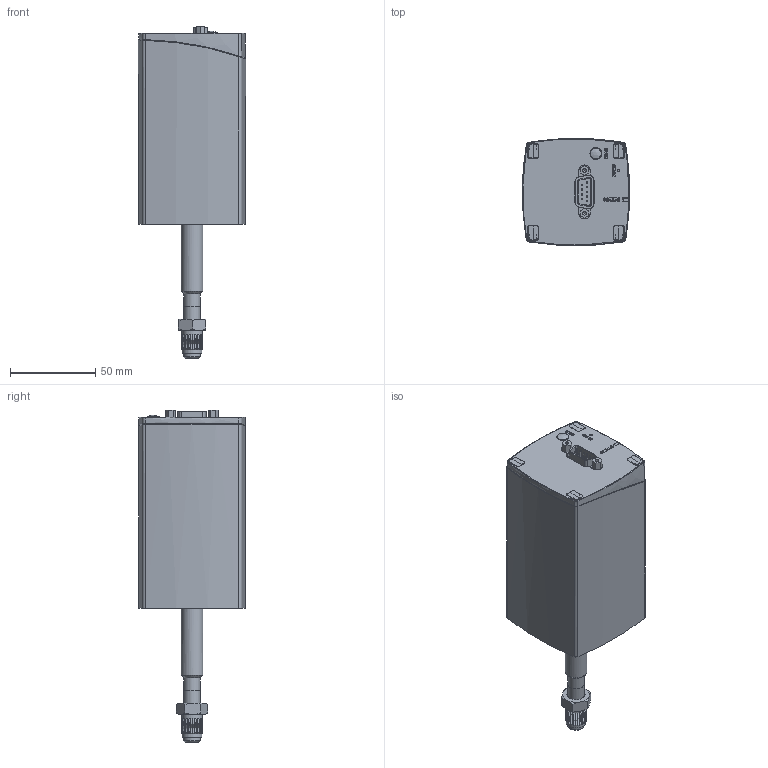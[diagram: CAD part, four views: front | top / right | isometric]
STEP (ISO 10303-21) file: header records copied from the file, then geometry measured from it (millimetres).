
FILE_DESCRIPTION(/* description */ (''),/* implementation_level */ '2;1');
FILE_NAME(/* name */ 'MCDG045D2_9DSUB_4-VCR male.stp',/* time_stamp */ '2023-02-01T07:59:29+01:00',/* author */ ('cons002'),/* organization */ (''),/* preprocessor_version */ 'ST-DEVELOPER v18.1',/* originating_system */ 'Autodesk Inventor 2021',/* authorisation */ '');
FILE_SCHEMA (('AUTOMOTIVE_DESIGN { 1 0 10303 214 3 1 1 }'));
Length unit declared in the file: millimetre
Products named in the file (1): MCDG045D2_9DSUB_4-VCR male
Bounding box: 63 x 62.79 x 195.13 mm (x, y, z)
Volume: 376124.8 mm3; surface area: 103865.3 mm2
Topology: 1 solids, 2 shells, 2010 faces, 5296 edges, 3341 vertices
Faces by surface type: plane 892, cylinder 528, bspline 290, cone 150, torus 107, sphere 43
Full cylindrical faces by diameter (mm): 0.8 x9, 1.5 x1, 2.013 x1, 2.156 x2, 2.5 x9, 2.8 x4, 2.845 x2, 3 x2, 3.2 x2, 4.5 x1, 6 x1, 6.35 x1, 7 x1, 7.874 x1, 7.9 x1, 9.5 x1, 9.525 x1, 9.6 x2, 9.906 x2, 10.2 x1, 10.6 x1, 11.5 x1, 11.7 x1, 11.783 x13, 12.7 x14, 14 x1, 17.4 x1
Entity records: 82097 total; most frequent: CARTESIAN_POINT 31280, ORIENTED_EDGE 10542, DIRECTION 9806, EDGE_CURVE 5271, AXIS2_PLACEMENT_3D 3518, VERTEX_POINT 3341, LINE 2770, VECTOR 2770
